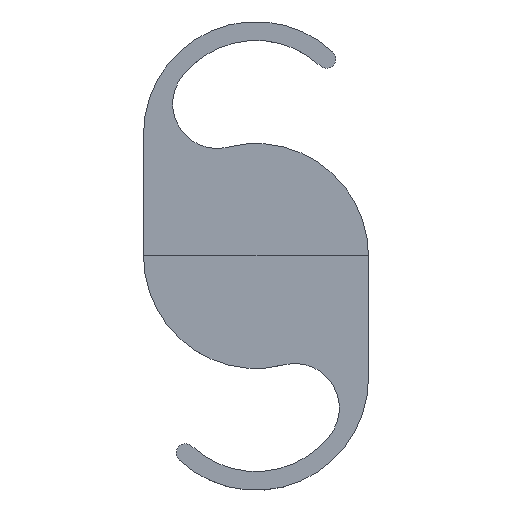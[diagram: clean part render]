
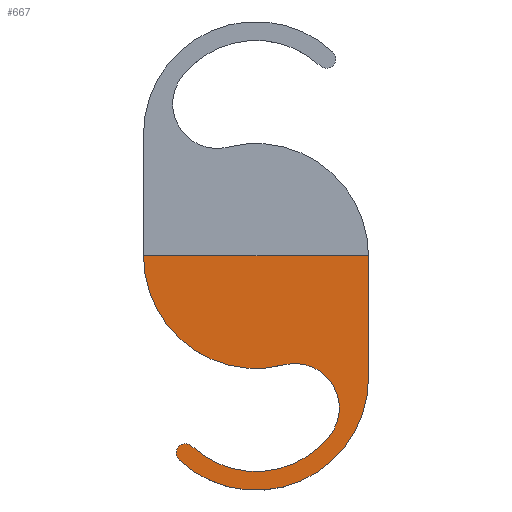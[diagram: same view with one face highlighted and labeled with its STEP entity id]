
A CAD part, top view. The second image highlights one B-rep face of the part: STEP entity #667.
In plain terms, the highlighted planar face has unit normal (0, 0, 1).
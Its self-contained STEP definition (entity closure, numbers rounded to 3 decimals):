
#6 = CARTESIAN_POINT ( 'NONE',  ( 0.743, -2.907, 0.5 ) ) ;
#7 = CIRCLE ( 'NONE', #384, 0.25 ) ;
#15 = CARTESIAN_POINT ( 'NONE',  ( 1.974, -4.784, 0.5 ) ) ;
#19 = EDGE_CURVE ( 'NONE', #98, #302, #462, .T. ) ;
#26 = VERTEX_POINT ( 'NONE', #224 ) ;
#29 = CARTESIAN_POINT ( 'NONE',  ( 0., 0., 0.5 ) ) ;
#61 = VECTOR ( 'NONE', #386, 1000. ) ;
#75 = CARTESIAN_POINT ( 'NONE',  ( -3., 0., 0.5 ) ) ;
#78 = VECTOR ( 'NONE', #275, 1000. ) ;
#79 = DIRECTION ( 'NONE',  ( -1., 0., 0. ) ) ;
#88 = DIRECTION ( 'NONE',  ( 1., 0., 0. ) ) ;
#91 = AXIS2_PLACEMENT_3D ( 'NONE', #127, #119, #335 ) ;
#98 = VERTEX_POINT ( 'NONE', #181 ) ;
#110 = CARTESIAN_POINT ( 'NONE',  ( 0., -3.25, 0.5 ) ) ;
#119 = DIRECTION ( 'NONE',  ( 0., 0., 1. ) ) ;
#122 = ORIENTED_EDGE ( 'NONE', *, *, #345, .T. ) ;
#123 = CARTESIAN_POINT ( 'NONE',  ( -1.708, -5.077, 0.5 ) ) ;
#126 = EDGE_CURVE ( 'NONE', #563, #535, #433, .T. ) ;
#127 = CARTESIAN_POINT ( 'NONE',  ( 0., 0., 0.5 ) ) ;
#181 = CARTESIAN_POINT ( 'NONE',  ( 3., -3.25, 0.5 ) ) ;
#196 = FACE_OUTER_BOUND ( 'NONE', #313, .T. ) ;
#197 = DIRECTION ( 'NONE',  ( 0., 0., 1. ) ) ;
#199 = VERTEX_POINT ( 'NONE', #75 ) ;
#203 = ORIENTED_EDGE ( 'NONE', *, *, #231, .T. ) ;
#224 = CARTESIAN_POINT ( 'NONE',  ( 2.223, -4.056, 0.5 ) ) ;
#231 = EDGE_CURVE ( 'NONE', #535, #614, #7, .T. ) ;
#232 = ORIENTED_EDGE ( 'NONE', *, *, #126, .T. ) ;
#241 = CIRCLE ( 'NONE', #612, 1.186 ) ;
#243 = ORIENTED_EDGE ( 'NONE', *, *, #19, .T. ) ;
#254 = ORIENTED_EDGE ( 'NONE', *, *, #365, .T. ) ;
#262 = CIRCLE ( 'NONE', #481, 1.186 ) ;
#264 = DIRECTION ( 'NONE',  ( 0., 0., -1. ) ) ;
#275 = DIRECTION ( 'NONE',  ( -1., 0., 0. ) ) ;
#295 = DIRECTION ( 'NONE',  ( 0., 0., -1. ) ) ;
#296 = EDGE_CURVE ( 'NONE', #387, #26, #262, .T. ) ;
#302 = VERTEX_POINT ( 'NONE', #594 ) ;
#308 = DIRECTION ( 'NONE',  ( -1., 0., 0. ) ) ;
#313 = EDGE_LOOP ( 'NONE', ( #243, #538, #476, #566, #254, #232, #203, #122 ) ) ;
#335 = DIRECTION ( 'NONE',  ( -1., 0., 0. ) ) ;
#341 = DIRECTION ( 'NONE',  ( 1., 0., 0. ) ) ;
#344 = AXIS2_PLACEMENT_3D ( 'NONE', #565, #515, #308 ) ;
#345 = EDGE_CURVE ( 'NONE', #614, #98, #438, .T. ) ;
#351 = CARTESIAN_POINT ( 'NONE',  ( 1.037, -4.056, 0.5 ) ) ;
#357 = CARTESIAN_POINT ( 'NONE',  ( 3., -3.25, 0.5 ) ) ;
#364 = CARTESIAN_POINT ( 'NONE',  ( 1.037, -4.056, 0.5 ) ) ;
#365 = EDGE_CURVE ( 'NONE', #26, #563, #241, .T. ) ;
#371 = DIRECTION ( 'NONE',  ( 0., 0., -1. ) ) ;
#380 = LINE ( 'NONE', #586, #78 ) ;
#384 = AXIS2_PLACEMENT_3D ( 'NONE', #403, #197, #341 ) ;
#386 = DIRECTION ( 'NONE',  ( 0., 1., 0. ) ) ;
#387 = VERTEX_POINT ( 'NONE', #6 ) ;
#403 = CARTESIAN_POINT ( 'NONE',  ( -1.878, -5.259, 0.5 ) ) ;
#420 = AXIS2_PLACEMENT_3D ( 'NONE', #110, #371, #432 ) ;
#432 = DIRECTION ( 'NONE',  ( 1., 0., 0. ) ) ;
#433 = CIRCLE ( 'NONE', #420, 2.5 ) ;
#438 = CIRCLE ( 'NONE', #344, 3. ) ;
#439 = AXIS2_PLACEMENT_3D ( 'NONE', #29, #445, #79 ) ;
#445 = DIRECTION ( 'NONE',  ( 0., 0., 1. ) ) ;
#462 = LINE ( 'NONE', #357, #61 ) ;
#476 = ORIENTED_EDGE ( 'NONE', *, *, #626, .T. ) ;
#481 = AXIS2_PLACEMENT_3D ( 'NONE', #351, #295, #88 ) ;
#497 = PLANE ( 'NONE',  #439 ) ;
#515 = DIRECTION ( 'NONE',  ( 0., 0., 1. ) ) ;
#524 = DIRECTION ( 'NONE',  ( 1., 0., 0. ) ) ;
#535 = VERTEX_POINT ( 'NONE', #123 ) ;
#538 = ORIENTED_EDGE ( 'NONE', *, *, #589, .T. ) ;
#563 = VERTEX_POINT ( 'NONE', #15 ) ;
#565 = CARTESIAN_POINT ( 'NONE',  ( 0., -3.25, 0.5 ) ) ;
#566 = ORIENTED_EDGE ( 'NONE', *, *, #296, .T. ) ;
#586 = CARTESIAN_POINT ( 'NONE',  ( 3., 0., 0.5 ) ) ;
#587 = CARTESIAN_POINT ( 'NONE',  ( -2.049, -5.442, 0.5 ) ) ;
#589 = EDGE_CURVE ( 'NONE', #302, #199, #380, .T. ) ;
#590 = CIRCLE ( 'NONE', #91, 3. ) ;
#594 = CARTESIAN_POINT ( 'NONE',  ( 3., 0., 0.5 ) ) ;
#612 = AXIS2_PLACEMENT_3D ( 'NONE', #364, #264, #524 ) ;
#614 = VERTEX_POINT ( 'NONE', #587 ) ;
#626 = EDGE_CURVE ( 'NONE', #199, #387, #590, .T. ) ;
#667 = ADVANCED_FACE ( 'NONE', ( #196 ), #497, .T. ) ;
